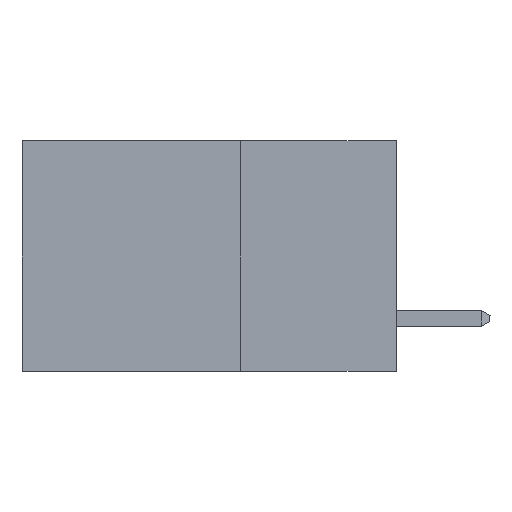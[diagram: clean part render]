
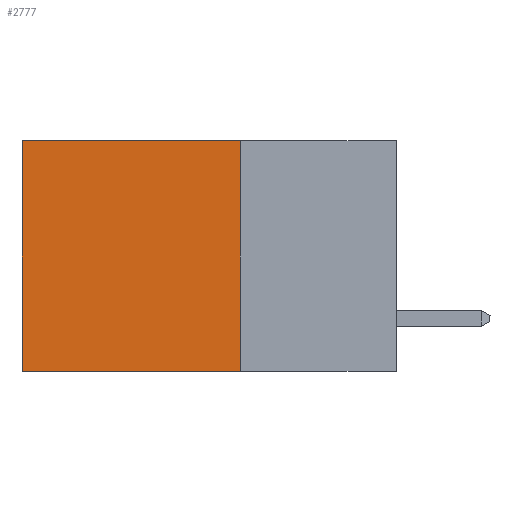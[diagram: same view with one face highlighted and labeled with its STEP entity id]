
A CAD part, left-side view. The second image highlights one B-rep face of the part: STEP entity #2777.
In plain terms, the highlighted planar face has unit normal (-1, 0, 0).
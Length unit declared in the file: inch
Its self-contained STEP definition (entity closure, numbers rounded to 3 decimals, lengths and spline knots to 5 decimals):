
#857 = ORIENTED_EDGE ( 'NONE', *, *, #21612, .T. ) ;
#1678 = EDGE_CURVE ( 'NONE', #8459, #9402, #6500, .T. ) ;
#2299 = LINE ( 'NONE', #7612, #19695 ) ;
#2777 = ADVANCED_FACE ( 'NONE', ( #17621 ), #19520, .F. ) ;
#3380 = CARTESIAN_POINT ( 'NONE',  ( 0.2615, 0.25, -0.37 ) ) ;
#3389 = VECTOR ( 'NONE', #7863, 39.37008 ) ;
#5105 = VECTOR ( 'NONE', #10279, 39.37008 ) ;
#5302 = LINE ( 'NONE', #3380, #5105 ) ;
#6500 = LINE ( 'NONE', #16565, #3389 ) ;
#7228 = CARTESIAN_POINT ( 'NONE',  ( 0.2615, 0.25, -0.37 ) ) ;
#7261 = ORIENTED_EDGE ( 'NONE', *, *, #12962, .F. ) ;
#7612 = CARTESIAN_POINT ( 'NONE',  ( 0.2615, 0.25, 0. ) ) ;
#7863 = DIRECTION ( 'NONE',  ( 0., 1., 0. ) ) ;
#8459 = VERTEX_POINT ( 'NONE', #9515 ) ;
#9156 = DIRECTION ( 'NONE',  ( 1., 0., 0. ) ) ;
#9402 = VERTEX_POINT ( 'NONE', #16871 ) ;
#9515 = CARTESIAN_POINT ( 'NONE',  ( 0.2615, 0.25, -0.37 ) ) ;
#10279 = DIRECTION ( 'NONE',  ( 0., 0., -1. ) ) ;
#10581 = VERTEX_POINT ( 'NONE', #11093 ) ;
#11093 = CARTESIAN_POINT ( 'NONE',  ( 0.2615, 0.25, 0. ) ) ;
#12344 = VERTEX_POINT ( 'NONE', #13450 ) ;
#12527 = DIRECTION ( 'NONE',  ( 0., 0., -1. ) ) ;
#12962 = EDGE_CURVE ( 'NONE', #10581, #8459, #5302, .T. ) ;
#13153 = EDGE_CURVE ( 'NONE', #12344, #9402, #21434, .T. ) ;
#13352 = ORIENTED_EDGE ( 'NONE', *, *, #1678, .F. ) ;
#13450 = CARTESIAN_POINT ( 'NONE',  ( 0.2615, 0.6, 0. ) ) ;
#14291 = EDGE_LOOP ( 'NONE', ( #15816, #13352, #7261, #857 ) ) ;
#14453 = DIRECTION ( 'NONE',  ( 0., 0., -1. ) ) ;
#14564 = AXIS2_PLACEMENT_3D ( 'NONE', #7228, #9156, #12527 ) ;
#15816 = ORIENTED_EDGE ( 'NONE', *, *, #13153, .T. ) ;
#15936 = CARTESIAN_POINT ( 'NONE',  ( 0.2615, 0.6, -0.37 ) ) ;
#16565 = CARTESIAN_POINT ( 'NONE',  ( 0.2615, 0.25, -0.37 ) ) ;
#16664 = VECTOR ( 'NONE', #14453, 39.37008 ) ;
#16871 = CARTESIAN_POINT ( 'NONE',  ( 0.2615, 0.6, -0.37 ) ) ;
#17621 = FACE_OUTER_BOUND ( 'NONE', #14291, .T. ) ;
#19520 = PLANE ( 'NONE',  #14564 ) ;
#19695 = VECTOR ( 'NONE', #21280, 39.37008 ) ;
#21280 = DIRECTION ( 'NONE',  ( 0., 1., 0. ) ) ;
#21434 = LINE ( 'NONE', #15936, #16664 ) ;
#21612 = EDGE_CURVE ( 'NONE', #10581, #12344, #2299, .T. ) ;
